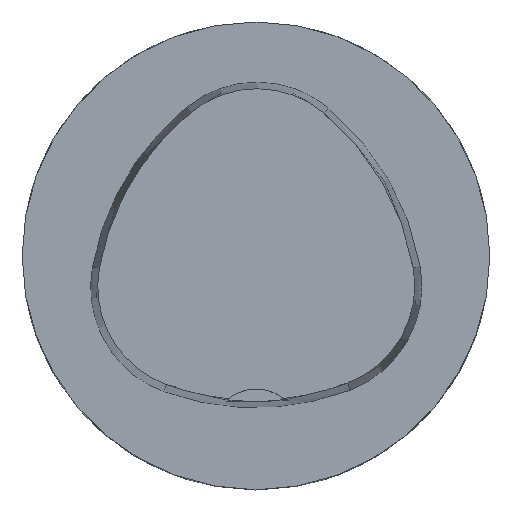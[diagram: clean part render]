
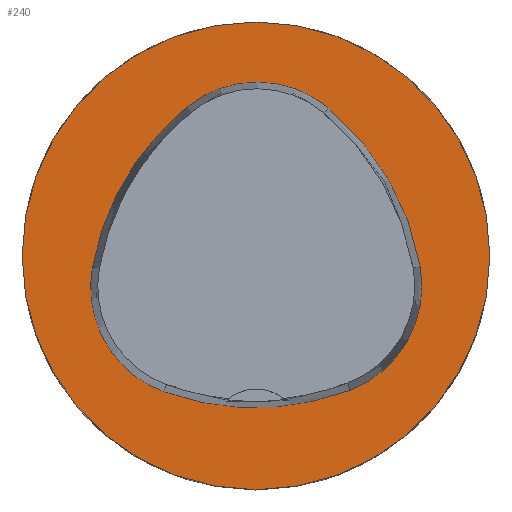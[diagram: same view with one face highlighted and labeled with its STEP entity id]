
A CAD part, top view. The second image highlights one B-rep face of the part: STEP entity #240.
In plain terms, the highlighted planar face has unit normal (0, 0, 1).
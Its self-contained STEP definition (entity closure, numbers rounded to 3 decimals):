
#194=PLANE('',#805);
#240=ADVANCED_FACE('',(#278,#279),#194,.T.);
#278=FACE_BOUND('',#329,.T.);
#279=FACE_BOUND('',#330,.T.);
#329=EDGE_LOOP('',(#428,#429,#430,#431,#432,#433));
#330=EDGE_LOOP('',(#434));
#428=ORIENTED_EDGE('',*,*,#554,.T.);
#429=ORIENTED_EDGE('',*,*,#552,.T.);
#430=ORIENTED_EDGE('',*,*,#550,.T.);
#431=ORIENTED_EDGE('',*,*,#548,.T.);
#432=ORIENTED_EDGE('',*,*,#546,.T.);
#433=ORIENTED_EDGE('',*,*,#544,.T.);
#434=ORIENTED_EDGE('',*,*,#567,.F.);
#493=VERTEX_POINT('',#1125);
#494=VERTEX_POINT('',#1127);
#495=VERTEX_POINT('',#1131);
#496=VERTEX_POINT('',#1135);
#497=VERTEX_POINT('',#1139);
#498=VERTEX_POINT('',#1143);
#507=VERTEX_POINT('',#1175);
#544=EDGE_CURVE('',#494,#493,#604,.T.);
#546=EDGE_CURVE('',#495,#494,#605,.T.);
#548=EDGE_CURVE('',#496,#495,#606,.T.);
#550=EDGE_CURVE('',#497,#496,#607,.T.);
#552=EDGE_CURVE('',#498,#497,#608,.T.);
#554=EDGE_CURVE('',#493,#498,#609,.T.);
#567=EDGE_CURVE('',#507,#507,#610,.T.);
#604=CIRCLE('',#782,36.);
#605=CIRCLE('',#784,15.);
#606=CIRCLE('',#786,36.);
#607=CIRCLE('',#788,15.);
#608=CIRCLE('',#790,36.);
#609=CIRCLE('',#792,15.);
#610=CIRCLE('',#804,31.5);
#782=AXIS2_PLACEMENT_3D('',#1126,#928,#929);
#784=AXIS2_PLACEMENT_3D('',#1130,#933,#934);
#786=AXIS2_PLACEMENT_3D('',#1134,#938,#939);
#788=AXIS2_PLACEMENT_3D('',#1138,#943,#944);
#790=AXIS2_PLACEMENT_3D('',#1142,#948,#949);
#792=AXIS2_PLACEMENT_3D('',#1146,#953,#954);
#804=AXIS2_PLACEMENT_3D('',#1174,#985,#986);
#805=AXIS2_PLACEMENT_3D('',#1176,#987,#988);
#928=DIRECTION('',(0.,0.,-1.));
#929=DIRECTION('',(-1.,0.,0.));
#933=DIRECTION('',(0.,0.,-1.));
#934=DIRECTION('',(-1.,0.,0.));
#938=DIRECTION('',(0.,0.,-1.));
#939=DIRECTION('',(-1.,0.,0.));
#943=DIRECTION('',(0.,0.,-1.));
#944=DIRECTION('',(-1.,0.,0.));
#948=DIRECTION('',(0.,0.,-1.));
#949=DIRECTION('',(-1.,0.,0.));
#953=DIRECTION('',(0.,0.,-1.));
#954=DIRECTION('',(-1.,0.,0.));
#985=DIRECTION('',(0.,0.,-1.));
#986=DIRECTION('',(-1.,0.,0.));
#987=DIRECTION('',(0.,0.,1.));
#988=DIRECTION('',(1.,0.,0.));
#1125=CARTESIAN_POINT('',(-12.373,-18.307,0.));
#1126=CARTESIAN_POINT('',(-0.137,15.55,0.));
#1127=CARTESIAN_POINT('',(12.693,-18.087,0.));
#1130=CARTESIAN_POINT('',(7.347,-4.071,0.));
#1131=CARTESIAN_POINT('',(22.122,-1.48,0.));
#1134=CARTESIAN_POINT('',(-13.337,-7.7,0.));
#1135=CARTESIAN_POINT('',(9.779,19.898,0.));
#1138=CARTESIAN_POINT('',(0.148,8.399,0.));
#1139=CARTESIAN_POINT('',(-9.317,20.036,0.));
#1142=CARTESIAN_POINT('',(13.398,-7.893,0.));
#1143=CARTESIAN_POINT('',(-22.041,-1.562,0.));
#1146=CARTESIAN_POINT('',(-7.275,-4.2,0.));
#1174=CARTESIAN_POINT('',(0.,0.,0.));
#1175=CARTESIAN_POINT('',(-31.5,0.,0.));
#1176=CARTESIAN_POINT('',(0.,0.,0.));
